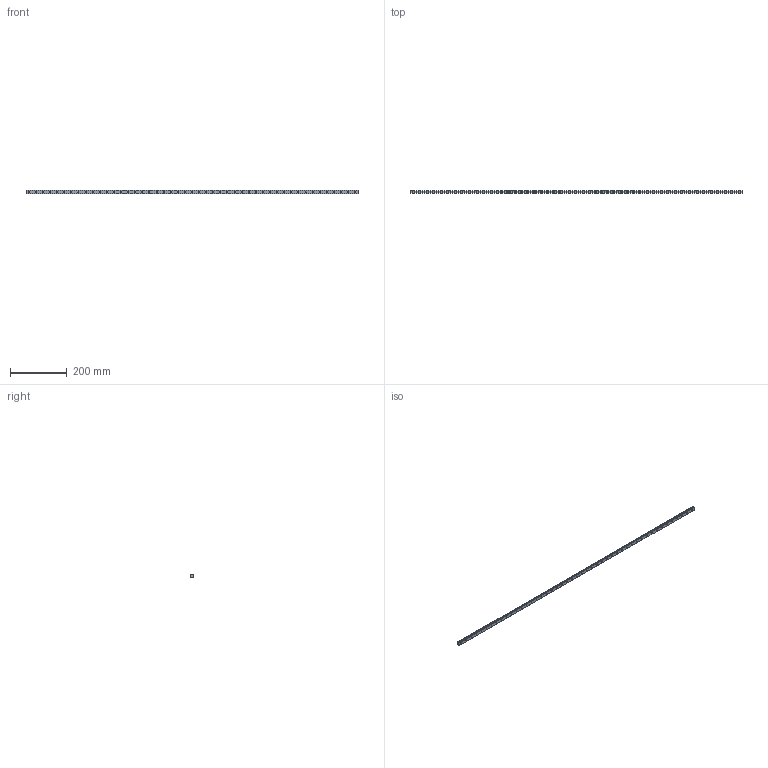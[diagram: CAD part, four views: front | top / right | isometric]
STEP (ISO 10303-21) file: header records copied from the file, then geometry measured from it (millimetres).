
FILE_DESCRIPTION (( 'STEP AP214' ), '1' );
FILE_NAME ('SRS12MSS-1170LM_G10_0_0_0_0_0_1.STEP', '2021-08-10T12:07:44', ( '' ), ( '' ), 'SwSTEP 2.0', 'SolidWorks 2021', '' );
FILE_SCHEMA (( 'AUTOMOTIVE_DESIGN' ));
Length unit declared in the file: millimetre
Products named in the file (2): SRS12MSS-1170LM_G10_0_0_0_0_0_1; _SRS12M117010 Track
Assembly tree (1 placements, depth 2):
  SRS12MSS-1170LM_G10_0_0_0_0_0_1
    _SRS12M117010 Track
Bounding box: 1170 x 7.5 x 12 mm (x, y, z)
Volume: 94926.8 mm3; surface area: 50527.9 mm2
Topology: 1 solids, 1 shells, 254 faces, 615 edges, 410 vertices
Faces by surface type: cylinder 195, plane 59
Entity records: 7903 total; most frequent: DIRECTION 1521, CARTESIAN_POINT 1283, ORIENTED_EDGE 1230, AXIS2_PLACEMENT_3D 648, EDGE_CURVE 615, VERTEX_POINT 410, EDGE_LOOP 395, CIRCLE 390
